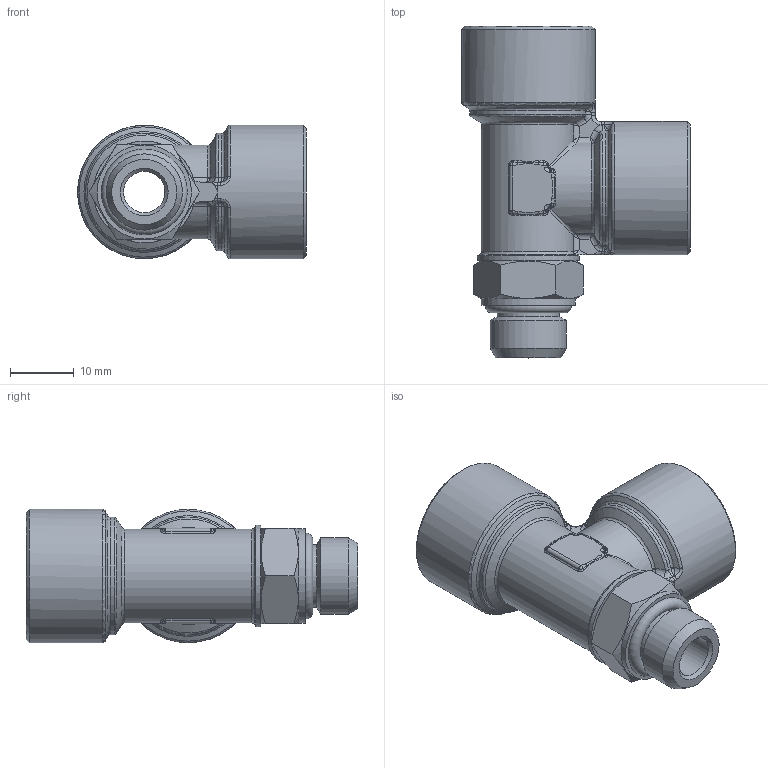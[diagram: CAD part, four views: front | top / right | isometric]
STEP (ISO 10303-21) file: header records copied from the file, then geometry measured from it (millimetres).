
FILE_DESCRIPTION(( 'RAF.25.M12X1.5.M16X1.5.stp' ), '1');
FILE_NAME( 'RAF.25.M12X1.5.M16X1.5.stp', '2021-02-19T15:58:24',( 'Sopra'),('sopra-pneumatic.com'), 'SwSTEP 2.0','SolidWorks 2009','' );
FILE_SCHEMA( ( 'CONFIG_CONTROL_DESIGN' ) );
Length unit declared in the file: millimetre
Products named in the file (1): Rivoluzione1
Bounding box: 36 x 52.2 x 21 mm (x, y, z)
Volume: 9897.4 mm3; surface area: 6836.7 mm2
Topology: 1 solids, 1 shells, 293 faces, 701 edges, 387 vertices
Faces by surface type: bspline 127, cylinder 73, torus 30, plane 28, cone 18, sphere 17
Full cylindrical faces by diameter (mm): 6.5 x1, 9.8 x1, 10 x2, 12 x1, 14.5 x2, 14.8 x1, 16 x1, 21 x2
Entity records: 11540 total; most frequent: CARTESIAN_POINT 5904, ORIENTED_EDGE 1298, DIRECTION 970, EDGE_CURVE 649, AXIS2_PLACEMENT_3D 431, VERTEX_POINT 383, EDGE_LOOP 321, FACE_OUTER_BOUND 305
